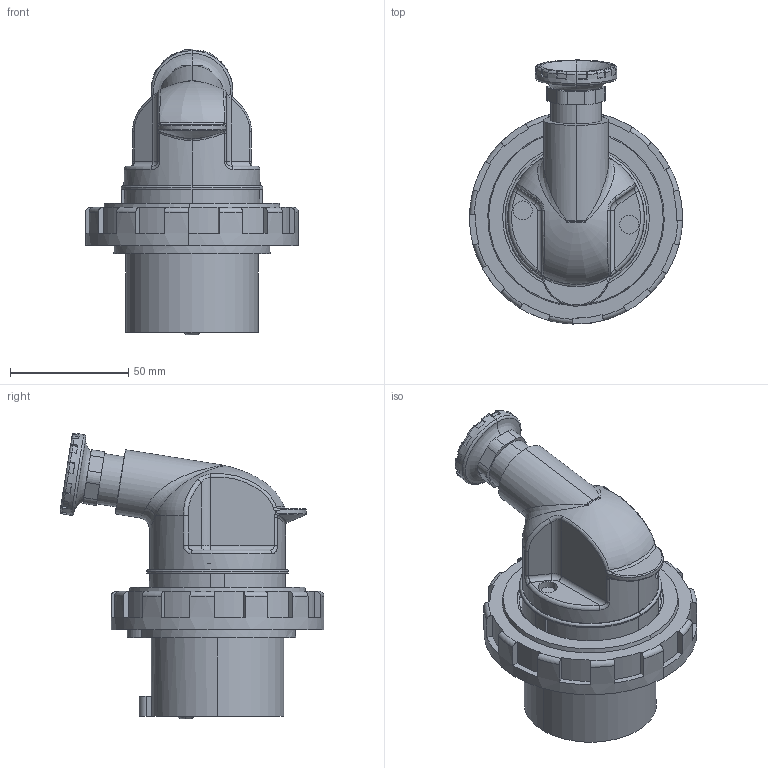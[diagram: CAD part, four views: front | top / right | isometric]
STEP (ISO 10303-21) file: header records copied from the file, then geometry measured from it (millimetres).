
FILE_DESCRIPTION((''),'2;1');
FILE_NAME('GW60113_ASM','2021-09-29T13:17:52',('User'),('Axiro Italia'),'CREO PARAMETRIC BY PTC INC, 2020354','CREO PARAMETRIC BY PTC INC, 2020354','');
FILE_SCHEMA(('CONFIG_CONTROL_DESIGN'));
Length unit declared in the file: millimetre
Products named in the file (4): GW60113_COMPONENTE_A_OR; GW60113_COMPONENTE_B_OR; GW60113_COMPONENTE_C_OR; GW60113_ASM
Assembly tree (3 placements, depth 2):
  GW60113_ASM
    GW60113_COMPONENTE_A_OR
    GW60113_COMPONENTE_B_OR
    GW60113_COMPONENTE_C_OR
Bounding box: 89.96 x 111.51 x 120.64 mm (x, y, z)
Volume: 120891.3 mm3; surface area: 85337.1 mm2
Topology: 3 solids, 3 shells, 540 faces, 1364 edges, 854 vertices
Faces by surface type: plane 203, cylinder 199, torus 75, bspline 44, cone 9, sphere 8, revolution 2
Entity records: 21306 total; most frequent: CARTESIAN_POINT 8050, DIRECTION 2912, ORIENTED_EDGE 2728, EDGE_CURVE 1364, AXIS2_PLACEMENT_3D 1176, VERTEX_POINT 854, CIRCLE 675, EDGE_LOOP 582
